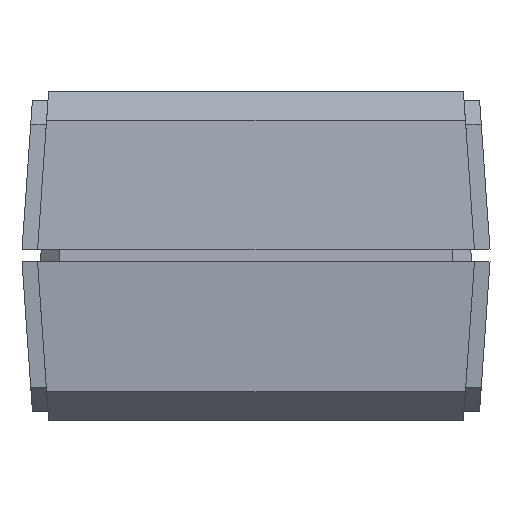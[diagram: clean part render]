
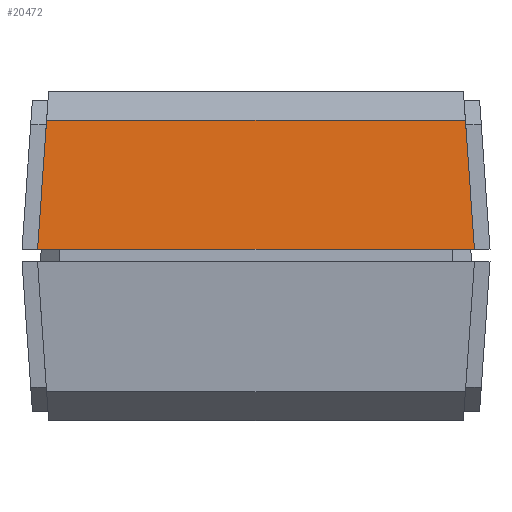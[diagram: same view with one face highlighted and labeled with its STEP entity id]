
A CAD part, front view. The second image highlights one B-rep face of the part: STEP entity #20472.
In plain terms, the highlighted planar face has unit normal (0, -0.998, 0.07).
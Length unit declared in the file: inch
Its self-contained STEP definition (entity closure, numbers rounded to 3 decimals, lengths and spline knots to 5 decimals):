
#17281=DIRECTION('',(-0.07,0.07,0.995));
#17282=VECTOR('',#17281,0.20827);
#17283=CARTESIAN_POINT('',(0.351,-1.1275,0.01));
#17284=LINE('',#17283,#17282);
#17288=DIRECTION('',(1.,0.,0.));
#17289=VECTOR('',#17288,0.702);
#17290=CARTESIAN_POINT('',(-0.351,-1.1275,0.01));
#17291=LINE('',#17290,#17289);
#17295=DIRECTION('',(0.07,0.07,0.995));
#17296=VECTOR('',#17295,0.20827);
#17297=CARTESIAN_POINT('',(-0.351,-1.1275,0.01));
#17298=LINE('',#17297,#17296);
#17302=DIRECTION('',(1.,0.,0.));
#17303=VECTOR('',#17302,0.67302);
#17304=CARTESIAN_POINT('',(-0.33651,-1.11301,
0.21726));
#17305=LINE('',#17304,#17303);
#17709=CARTESIAN_POINT('',(-0.351,-1.1275,0.01));
#17711=VERTEX_POINT('',#17709);
#17717=CARTESIAN_POINT('',(-0.33651,-1.11301,
0.21726));
#17718=VERTEX_POINT('',#17717);
#17725=CARTESIAN_POINT('',(0.351,-1.1275,0.01));
#17726=VERTEX_POINT('',#17725);
#17727=CARTESIAN_POINT('',(0.33651,-1.11301,
0.21726));
#17728=VERTEX_POINT('',#17727);
#20461=CARTESIAN_POINT('',(-0.3767,-1.1282,0.));
#20462=DIRECTION('',(0.,-0.998,0.07));
#20463=DIRECTION('',(1.,0.,0.));
#20464=AXIS2_PLACEMENT_3D('',#20461,#20462,#20463);
#20465=PLANE('',#20464);
#20466=ORIENTED_EDGE('',*,*,#17983,.F.);
#20467=ORIENTED_EDGE('',*,*,#18183,.F.);
#20468=ORIENTED_EDGE('',*,*,#17940,.T.);
#20469=ORIENTED_EDGE('',*,*,#17963,.T.);
#20470=EDGE_LOOP('',(#20466,#20467,#20468,#20469));
#20471=FACE_OUTER_BOUND('',#20470,.F.);
#17940=EDGE_CURVE('',#17711,#17718,#17298,.T.);
#17963=EDGE_CURVE('',#17718,#17728,#17305,.T.);
#17983=EDGE_CURVE('',#17726,#17728,#17284,.T.);
#18183=EDGE_CURVE('',#17711,#17726,#17291,.T.);
#20472=ADVANCED_FACE('',(#20471),#20465,.T.);
